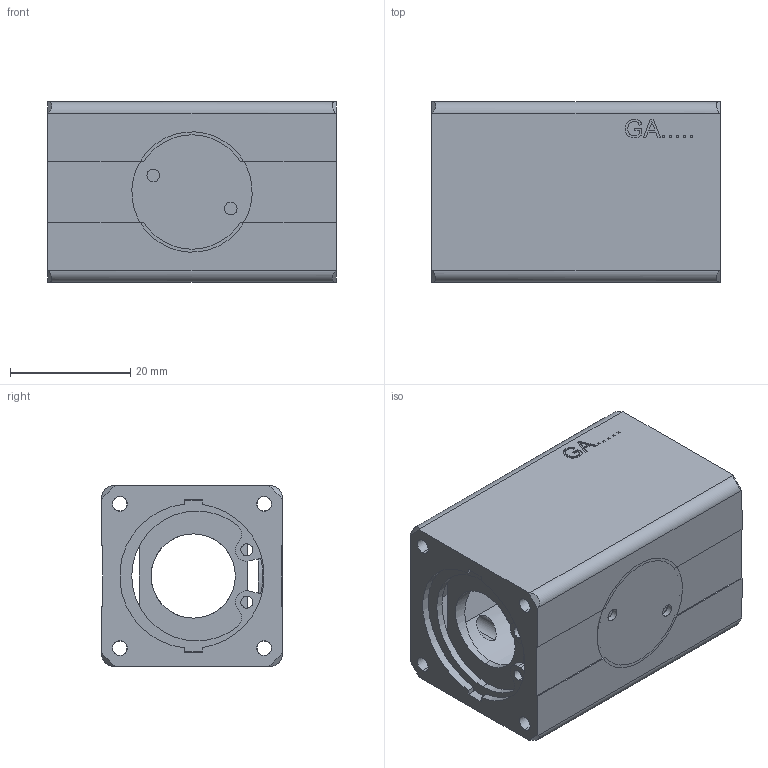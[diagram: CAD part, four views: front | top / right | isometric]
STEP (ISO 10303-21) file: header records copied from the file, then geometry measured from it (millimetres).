
FILE_DESCRIPTION (( 'STEP AP214' ), '1' );
FILE_NAME ('RS4-08-4.STEP', '2019-10-17T09:05:29', ( '' ), ( '' ), 'SwSTEP 2.0', 'SolidWorks 2019', '' );
FILE_SCHEMA (( 'AUTOMOTIVE_DESIGN' ));
Length unit declared in the file: millimetre
Products named in the file (1): RS4-08-4
Bounding box: 48 x 30 x 30 mm (x, y, z)
Volume: 21845.8 mm3; surface area: 15744.4 mm2
Topology: 7 solids, 7 shells, 261 faces, 686 edges, 445 vertices
Faces by surface type: plane 111, cylinder 108, cone 26, bspline 13, torus 3
Entity records: 12069 total; most frequent: CARTESIAN_POINT 2604, ORIENTED_EDGE 1372, DIRECTION 1322, EDGE_CURVE 686, AXIS2_PLACEMENT_3D 463, VERTEX_POINT 445, LINE 396, VECTOR 396
